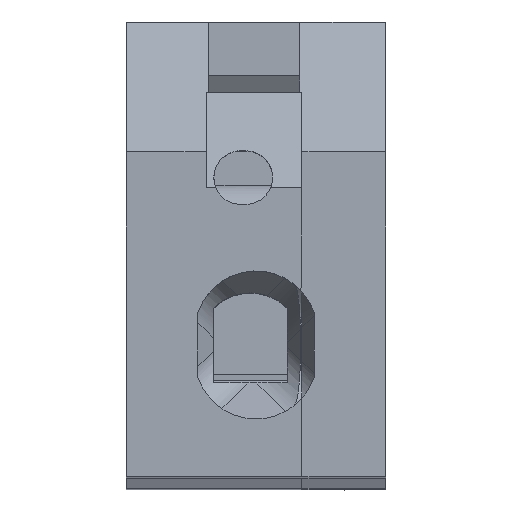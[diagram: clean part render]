
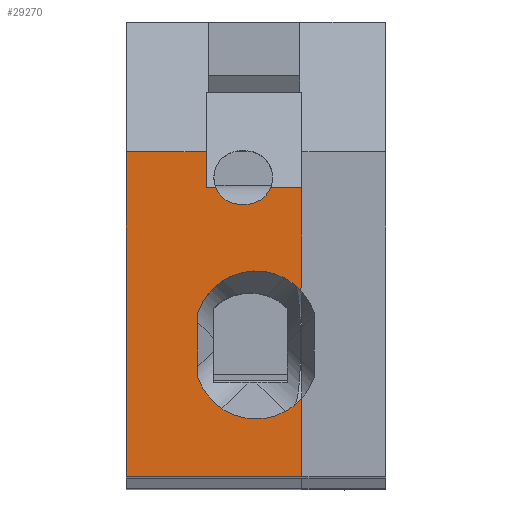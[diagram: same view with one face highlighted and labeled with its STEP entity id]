
A CAD part, top view. The second image highlights one B-rep face of the part: STEP entity #29270.
In plain terms, the highlighted face is planar.
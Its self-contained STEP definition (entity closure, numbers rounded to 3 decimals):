
#4090=CARTESIAN_POINT('',(127.604,124.734,
51.6));
#4100=VERTEX_POINT('',#4090);
#4130=CARTESIAN_POINT('',(159.381,124.734,
51.6));
#4140=DIRECTION('',(-1.,0.,0.));
#4150=VECTOR('',#4140,1.);
#4160=LINE('',#4130,#4150);
#4170=CARTESIAN_POINT('',(140.33,124.734,
51.6));
#4180=VERTEX_POINT('',#4170);
#4190=EDGE_CURVE('',#4180,#4100,#4160,.T.);
#7130=CARTESIAN_POINT('',(127.604,124.734,
48.475));
#7140=VERTEX_POINT('',#7130);
#7170=CARTESIAN_POINT('',(127.604,124.734,
106.855));
#7180=DIRECTION('',(0.,0.,1.));
#7190=VECTOR('',#7180,1.);
#7200=LINE('',#7170,#7190);
#7210=EDGE_CURVE('',#7140,#4100,#7200,.T.);
#7580=CARTESIAN_POINT('',(140.33,124.734,
44.725));
#7590=VERTEX_POINT('',#7580);
#7620=CARTESIAN_POINT('',(140.33,124.734,
106.855));
#7630=DIRECTION('',(0.,0.,1.));
#7640=VECTOR('',#7630,1.);
#7650=LINE('',#7620,#7640);
#10240=CARTESIAN_POINT('',(129.664,124.734,
47.125));
#10250=VERTEX_POINT('',#10240);
#10530=CARTESIAN_POINT('',(129.664,124.734,
46.925));
#10540=VERTEX_POINT('',#10530);
#10570=CARTESIAN_POINT('',(129.664,124.734,
106.855));
#10580=DIRECTION('',(0.,0.,-1.));
#10590=VECTOR('',#10580,1.);
#10600=LINE('',#10570,#10590);
#10610=EDGE_CURVE('',#10250,#10540,#10600,.T.);
#12280=CARTESIAN_POINT('',(128.995,124.734,
48.475));
#12290=VERTEX_POINT('',#12280);
#12320=CARTESIAN_POINT('',(159.381,124.734,
48.475));
#12330=DIRECTION('',(-1.,0.,0.));
#12340=VECTOR('',#12330,1.);
#12350=LINE('',#12320,#12340);
#12360=EDGE_CURVE('',#12290,#7140,#12350,.T.);
#16450=CARTESIAN_POINT('',(128.614,124.734,
47.125));
#16460=DIRECTION('',(0.,1.,0.));
#16470=DIRECTION('',(0.,0.,-1.));
#16480=AXIS2_PLACEMENT_3D('',#16450,#16460,#16470);
#16490=CIRCLE('',#16480,1.05);
#16500=CARTESIAN_POINT('',(128.995,124.734,
48.103));
#16510=VERTEX_POINT('',#16500);
#16520=EDGE_CURVE('',#16510,#10250,#16490,.T.);
#26860=CARTESIAN_POINT('',(128.995,124.734,
44.725));
#26870=VERTEX_POINT('',#26860);
#26900=CARTESIAN_POINT('',(128.995,124.734,
106.855));
#26910=DIRECTION('',(0.,0.,-1.));
#26920=VECTOR('',#26910,1.);
#26930=LINE('',#26900,#26920);
#26940=CARTESIAN_POINT('',(128.995,124.734,
45.947));
#26950=VERTEX_POINT('',#26940);
#26960=EDGE_CURVE('',#26950,#26870,#26930,.T.);
#27070=EDGE_CURVE('',#12290,#16510,#26930,.T.);
#28560=CARTESIAN_POINT('',(139.625,124.734,
42.45));
#28570=DIRECTION('',(0.,-1.,0.));
#28580=DIRECTION('',(1.,0.,0.));
#28590=AXIS2_PLACEMENT_3D('',#28560,#28570,#28580);
#28600=PLANE('',#28590);
#28610=CARTESIAN_POINT('',(159.381,124.734,
44.725));
#28620=DIRECTION('',(-1.,0.,
0.));
#28630=VECTOR('',#28620,1.);
#28640=LINE('',#28610,#28630);
#28650=CARTESIAN_POINT('',(137.257,124.734,
44.725));
#28660=VERTEX_POINT('',#28650);
#28670=EDGE_CURVE('',#7590,#28660,#28640,.T.);
#28680=ORIENTED_EDGE('',*,*,#28670,.T.);
#28690=EDGE_CURVE('',#7590,#4180,#7650,.T.);
#28700=ORIENTED_EDGE('',*,*,#28690,.F.);
#28710=ORIENTED_EDGE('',*,*,#4190,.F.);
#28720=ORIENTED_EDGE('',*,*,#7210,.T.);
#28730=ORIENTED_EDGE('',*,*,#12360,.T.);
#28740=ORIENTED_EDGE('',*,*,#27070,.F.);
#28750=ORIENTED_EDGE('',*,*,#16520,.F.);
#28760=ORIENTED_EDGE('',*,*,#10610,.F.);
#28770=CARTESIAN_POINT('',(128.614,124.734,
46.925));
#28780=DIRECTION('',(0.,1.,0.));
#28790=DIRECTION('',(0.,0.,-1.));
#28800=AXIS2_PLACEMENT_3D('',#28770,#28780,#28790);
#28810=CIRCLE('',#28800,1.05);
#28820=EDGE_CURVE('',#10540,#26950,#28810,.T.);
#28830=ORIENTED_EDGE('',*,*,#28820,.F.);
#28840=ORIENTED_EDGE('',*,*,#26960,.F.);
#28850=CARTESIAN_POINT('',(139.625,124.734,
44.725));
#28860=DIRECTION('',(1.,0.,0.));
#28870=VECTOR('',#28860,1.);
#28880=LINE('',#28850,#28870);
#28890=CARTESIAN_POINT('',(130.467,124.734,
44.725));
#28900=VERTEX_POINT('',#28890);
#28910=EDGE_CURVE('',#26870,#28900,#28880,.T.);
#28920=ORIENTED_EDGE('',*,*,#28910,.F.);
#28930=CARTESIAN_POINT('',(159.381,124.734,
45.161));
#28940=DIRECTION('',(-1.,0.,
-0.015));
#28950=VECTOR('',#28940,1.);
#28960=LINE('',#28930,#28950);
#28970=CARTESIAN_POINT('',(133.04,124.734,
44.764));
#28980=VERTEX_POINT('',#28970);
#28990=EDGE_CURVE('',#28980,#28900,#28960,.T.);
#29000=ORIENTED_EDGE('',*,*,#28990,.T.);
#29010=CARTESIAN_POINT('',(134.67,124.734,
46.525));
#29020=DIRECTION('',(0.,1.,0.));
#29030=DIRECTION('',(1.,0.,0.));
#29040=AXIS2_PLACEMENT_3D('',#29010,#29020,#29030);
#29050=CIRCLE('',#29040,2.4);
#29060=CARTESIAN_POINT('',(133.906,124.734,
48.8));
#29070=VERTEX_POINT('',#29060);
#29080=EDGE_CURVE('',#28980,#29070,#29050,.T.);
#29090=ORIENTED_EDGE('',*,*,#29080,.F.);
#29100=CARTESIAN_POINT('',(159.381,124.734,
48.8));
#29110=DIRECTION('',(1.,0.,0.));
#29120=VECTOR('',#29110,1.);
#29130=LINE('',#29100,#29120);
#29140=CARTESIAN_POINT('',(136.434,124.734,
48.8));
#29150=VERTEX_POINT('',#29140);
#29160=EDGE_CURVE('',#29070,#29150,#29130,.T.);
#29170=ORIENTED_EDGE('',*,*,#29160,.F.);
#29180=CARTESIAN_POINT('',(135.67,124.734,
46.525));
#29190=DIRECTION('',(0.,-1.,0.));
#29200=DIRECTION('',(-1.,0.,0.));
#29210=AXIS2_PLACEMENT_3D('',#29180,#29190,#29200);
#29220=CIRCLE('',#29210,2.4);
#29230=EDGE_CURVE('',#28660,#29150,#29220,.T.);
#29240=ORIENTED_EDGE('',*,*,#29230,.T.);
#29250=EDGE_LOOP('',(#29240,#29170,#29090,#29000,#28920,#28840,#28830,
#28760,#28750,#28740,#28730,#28720,#28710,#28700,#28680));
#29260=FACE_OUTER_BOUND('',#29250,.T.);
#29270=ADVANCED_FACE('',(#29260),#28600,.F.);
